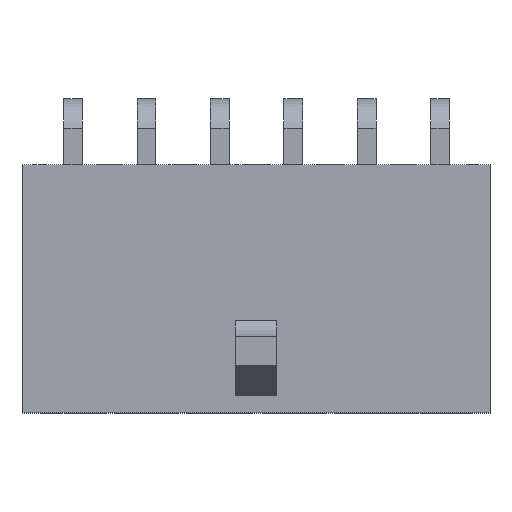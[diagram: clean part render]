
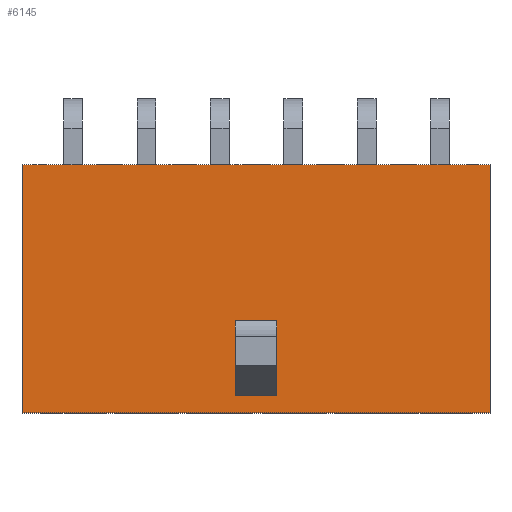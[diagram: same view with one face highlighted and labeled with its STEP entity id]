
A CAD part, top view. The second image highlights one B-rep face of the part: STEP entity #6145.
In plain terms, the highlighted planar face has unit normal (0, 0, 1).
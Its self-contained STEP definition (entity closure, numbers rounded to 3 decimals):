
#406=ORIENTED_EDGE('',*,*,#1500,.F.);
#407=ORIENTED_EDGE('',*,*,#1501,.F.);
#408=ORIENTED_EDGE('',*,*,#1502,.T.);
#409=ORIENTED_EDGE('',*,*,#1503,.T.);
#410=ORIENTED_EDGE('',*,*,#1359,.F.);
#411=ORIENTED_EDGE('',*,*,#1368,.F.);
#412=ORIENTED_EDGE('',*,*,#1363,.T.);
#413=ORIENTED_EDGE('',*,*,#1370,.T.);
#1359=EDGE_CURVE('',#1974,#1975,#2378,.T.);
#1363=EDGE_CURVE('',#1978,#1979,#2381,.T.);
#1368=EDGE_CURVE('',#1978,#1974,#2385,.T.);
#1370=EDGE_CURVE('',#1979,#1975,#2387,.T.);
#1500=EDGE_CURVE('',#2060,#2061,#2517,.T.);
#1501=EDGE_CURVE('',#2062,#2060,#2518,.T.);
#1502=EDGE_CURVE('',#2062,#2063,#2519,.T.);
#1503=EDGE_CURVE('',#2063,#2061,#2520,.T.);
#1974=VERTEX_POINT('',#7891);
#1975=VERTEX_POINT('',#7892);
#1978=VERTEX_POINT('',#7900);
#1979=VERTEX_POINT('',#7901);
#2060=VERTEX_POINT('',#8170);
#2061=VERTEX_POINT('',#8171);
#2062=VERTEX_POINT('',#8173);
#2063=VERTEX_POINT('',#8175);
#2378=LINE('',#7890,#2973);
#2381=LINE('',#7899,#2976);
#2385=LINE('',#7909,#2980);
#2387=LINE('',#7913,#2982);
#2517=LINE('',#8169,#3112);
#2518=LINE('',#8172,#3113);
#2519=LINE('',#8174,#3114);
#2520=LINE('',#8176,#3115);
#2973=VECTOR('',#6705,1000.);
#2976=VECTOR('',#6712,1000.);
#2980=VECTOR('',#6720,1000.);
#2982=VECTOR('',#6726,1000.);
#3112=VECTOR('',#6952,1000.);
#3113=VECTOR('',#6953,1000.);
#3114=VECTOR('',#6954,1000.);
#3115=VECTOR('',#6955,1000.);
#3584=EDGE_LOOP('',(#406,#407,#408,#409));
#3585=EDGE_LOOP('',(#410,#411,#412,#413));
#3863=FACE_BOUND('',#3584,.T.);
#3864=FACE_BOUND('',#3585,.T.);
#4139=PLANE('',#6406);
#6145=ADVANCED_FACE('',(#3863,#3864),#4139,.T.);
#6406=AXIS2_PLACEMENT_3D('',#8168,#6950,#6951);
#6705=DIRECTION('',(0.,-1.,0.));
#6712=DIRECTION('',(0.,-1.,0.));
#6720=DIRECTION('',(-1.,0.,0.));
#6726=DIRECTION('',(-1.,0.,0.));
#6950=DIRECTION('',(0.,0.,1.));
#6951=DIRECTION('',(1.,0.,0.));
#6952=DIRECTION('',(1.,0.,0.));
#6953=DIRECTION('',(0.,1.,0.));
#6954=DIRECTION('',(1.,0.,0.));
#6955=DIRECTION('',(0.,1.,0.));
#7890=CARTESIAN_POINT('',(-0.7,-7.85,1.89));
#7891=CARTESIAN_POINT('',(-0.7,-5.31,1.89));
#7892=CARTESIAN_POINT('',(-0.7,-7.85,1.89));
#7899=CARTESIAN_POINT('',(0.7,-7.85,1.89));
#7900=CARTESIAN_POINT('',(0.7,-5.31,1.89));
#7901=CARTESIAN_POINT('',(0.7,-7.85,1.89));
#7909=CARTESIAN_POINT('',(0.7,-5.31,1.89));
#7913=CARTESIAN_POINT('',(0.7,-7.85,1.89));
#8168=CARTESIAN_POINT('',(-7.97,-8.46,1.89));
#8169=CARTESIAN_POINT('',(-7.97,0.,1.89));
#8170=CARTESIAN_POINT('',(-7.97,0.,1.89));
#8171=CARTESIAN_POINT('',(7.97,0.,1.89));
#8172=CARTESIAN_POINT('',(-7.97,-8.46,1.89));
#8173=CARTESIAN_POINT('',(-7.97,-8.46,1.89));
#8174=CARTESIAN_POINT('',(-7.97,-8.46,1.89));
#8175=CARTESIAN_POINT('',(7.97,-8.46,1.89));
#8176=CARTESIAN_POINT('',(7.97,-8.46,1.89));
